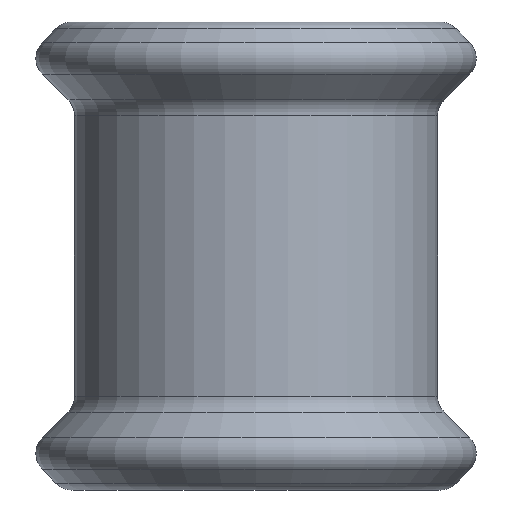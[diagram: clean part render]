
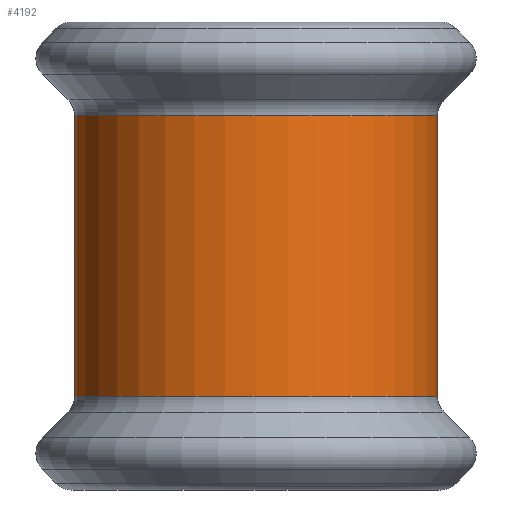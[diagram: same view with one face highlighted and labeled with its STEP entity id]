
A CAD part, front view. The second image highlights one B-rep face of the part: STEP entity #4192.
In plain terms, the highlighted cylindrical face has radius 6.16 mm (diameter 12.319 mm), a partial arc.
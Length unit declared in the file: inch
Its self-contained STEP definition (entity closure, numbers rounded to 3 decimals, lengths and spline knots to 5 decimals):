
#314 = DIRECTION ( 'NONE',  ( 1., 0., 0. ) ) ;
#435 = CIRCLE ( 'NONE', #2074, 0.2425 ) ;
#501 = CARTESIAN_POINT ( 'NONE',  ( 0.1875, -0.594, -0.18751 ) ) ;
#993 = DIRECTION ( 'NONE',  ( 1., 0., 0. ) ) ;
#1936 = EDGE_CURVE ( 'NONE', #4877, #2290, #4614, .T. ) ;
#1991 = ORIENTED_EDGE ( 'NONE', *, *, #1936, .T. ) ;
#2074 = AXIS2_PLACEMENT_3D ( 'NONE', #6031, #3203, #314 ) ;
#2134 = EDGE_CURVE ( 'NONE', #3569, #4877, #4695, .T. ) ;
#2287 = CYLINDRICAL_SURFACE ( 'NONE', #6149, 0.2425 ) ;
#2290 = VERTEX_POINT ( 'NONE', #4515 ) ;
#2668 = CARTESIAN_POINT ( 'NONE',  ( 0.43, -0.594, 0. ) ) ;
#2700 = CARTESIAN_POINT ( 'NONE',  ( 0.43, -0.594, -0.18751 ) ) ;
#2795 = EDGE_CURVE ( 'NONE', #4839, #2290, #435, .T. ) ;
#2807 = ORIENTED_EDGE ( 'NONE', *, *, #2795, .F. ) ;
#2815 = ORIENTED_EDGE ( 'NONE', *, *, #5421, .F. ) ;
#2917 = VECTOR ( 'NONE', #2937, 39.37008 ) ;
#2937 = DIRECTION ( 'NONE',  ( 0., 0., 1. ) ) ;
#2982 = DIRECTION ( 'NONE',  ( 1., 0., 0. ) ) ;
#3057 = LINE ( 'NONE', #4857, #2917 ) ;
#3203 = DIRECTION ( 'NONE',  ( 0., 0., 1. ) ) ;
#3569 = VERTEX_POINT ( 'NONE', #4017 ) ;
#3871 = DIRECTION ( 'NONE',  ( 0., 0., 1. ) ) ;
#3933 = CARTESIAN_POINT ( 'NONE',  ( 0.1875, -0.594, 0. ) ) ;
#4017 = CARTESIAN_POINT ( 'NONE',  ( -0.055, -0.594, -0.18751 ) ) ;
#4168 = AXIS2_PLACEMENT_3D ( 'NONE', #501, #3871, #993 ) ;
#4174 = EDGE_LOOP ( 'NONE', ( #4264, #1991, #2807, #2815 ) ) ;
#4192 = ADVANCED_FACE ( 'NONE', ( #5391 ), #2287, .T. ) ;
#4264 = ORIENTED_EDGE ( 'NONE', *, *, #2134, .T. ) ;
#4515 = CARTESIAN_POINT ( 'NONE',  ( 0.43, -0.594, 0.18751 ) ) ;
#4614 = LINE ( 'NONE', #2668, #5824 ) ;
#4695 = CIRCLE ( 'NONE', #4168, 0.2425 ) ;
#4839 = VERTEX_POINT ( 'NONE', #5966 ) ;
#4857 = CARTESIAN_POINT ( 'NONE',  ( -0.055, -0.594, 0.18751 ) ) ;
#4877 = VERTEX_POINT ( 'NONE', #2700 ) ;
#5391 = FACE_OUTER_BOUND ( 'NONE', #4174, .T. ) ;
#5421 = EDGE_CURVE ( 'NONE', #3569, #4839, #3057, .T. ) ;
#5502 = DIRECTION ( 'NONE',  ( 0., 0., 1. ) ) ;
#5788 = DIRECTION ( 'NONE',  ( 0., 0., 1. ) ) ;
#5824 = VECTOR ( 'NONE', #5502, 39.37008 ) ;
#5966 = CARTESIAN_POINT ( 'NONE',  ( -0.055, -0.594, 0.18751 ) ) ;
#6031 = CARTESIAN_POINT ( 'NONE',  ( 0.1875, -0.594, 0.18751 ) ) ;
#6149 = AXIS2_PLACEMENT_3D ( 'NONE', #3933, #5788, #2982 ) ;
